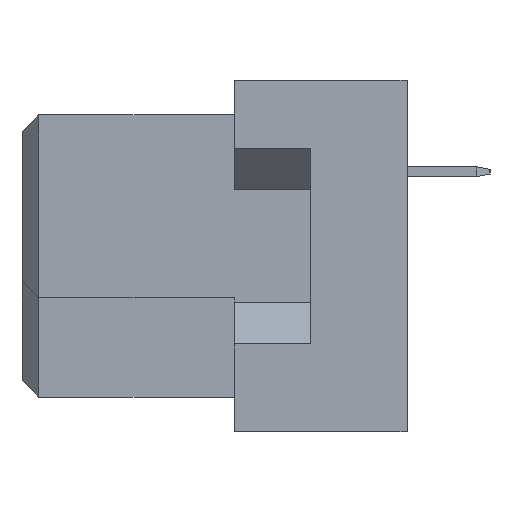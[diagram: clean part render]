
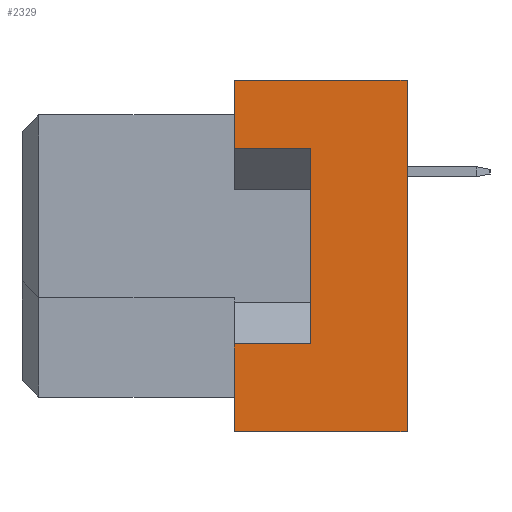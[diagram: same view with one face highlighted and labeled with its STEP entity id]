
A CAD part, left-side view. The second image highlights one B-rep face of the part: STEP entity #2329.
In plain terms, the highlighted planar face has unit normal (-1, 0, 0).
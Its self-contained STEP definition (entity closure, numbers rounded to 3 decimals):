
#409 = VERTEX_POINT ( 'NONE', #18418 ) ;
#631 = AXIS2_PLACEMENT_3D ( 'NONE', #4399, #7830, #15330 ) ;
#1236 = ORIENTED_EDGE ( 'NONE', *, *, #13270, .F. ) ;
#1264 = CARTESIAN_POINT ( 'NONE',  ( -27.5, -8.7, 3.25 ) ) ;
#1978 = CARTESIAN_POINT ( 'NONE',  ( -27.5, -6.4, -5.3 ) ) ;
#2329 = ADVANCED_FACE ( 'NONE', ( #6023 ), #16745, .T. ) ;
#2366 = VECTOR ( 'NONE', #17300, 1000. ) ;
#2642 = CARTESIAN_POINT ( 'NONE',  ( -27.5, -6.4, 3.25 ) ) ;
#2692 = CARTESIAN_POINT ( 'NONE',  ( -27.5, -11.6, 5.3 ) ) ;
#2788 = VECTOR ( 'NONE', #9658, 1000. ) ;
#3078 = EDGE_CURVE ( 'NONE', #8521, #18295, #11306, .T. ) ;
#3134 = VECTOR ( 'NONE', #5441, 1000. ) ;
#3181 = EDGE_CURVE ( 'NONE', #7252, #3611, #14745, .T. ) ;
#3233 = CARTESIAN_POINT ( 'NONE',  ( -27.5, -11.6, 5.3 ) ) ;
#3395 = LINE ( 'NONE', #1978, #2788 ) ;
#3462 = ORIENTED_EDGE ( 'NONE', *, *, #19937, .F. ) ;
#3611 = VERTEX_POINT ( 'NONE', #2642 ) ;
#4110 = CARTESIAN_POINT ( 'NONE',  ( -27.5, -8.7, 3.25 ) ) ;
#4271 = DIRECTION ( 'NONE',  ( 0., 1., 0. ) ) ;
#4337 = CARTESIAN_POINT ( 'NONE',  ( -27.5, -11.6, -5.3 ) ) ;
#4347 = VECTOR ( 'NONE', #9048, 1000. ) ;
#4399 = CARTESIAN_POINT ( 'NONE',  ( -27.5, -11.6, 5.3 ) ) ;
#5441 = DIRECTION ( 'NONE',  ( 0., 1., 0. ) ) ;
#5992 = CARTESIAN_POINT ( 'NONE',  ( -27.5, -11.6, -5.3 ) ) ;
#6023 = FACE_OUTER_BOUND ( 'NONE', #9248, .T. ) ;
#6574 = EDGE_CURVE ( 'NONE', #8521, #11940, #10837, .T. ) ;
#6659 = DIRECTION ( 'NONE',  ( 0., 0., 1. ) ) ;
#6728 = VERTEX_POINT ( 'NONE', #12323 ) ;
#6928 = DIRECTION ( 'NONE',  ( 0., 1., 0. ) ) ;
#7206 = VECTOR ( 'NONE', #13021, 1000. ) ;
#7252 = VERTEX_POINT ( 'NONE', #1264 ) ;
#7830 = DIRECTION ( 'NONE',  ( -1., 0., 0. ) ) ;
#8521 = VERTEX_POINT ( 'NONE', #4337 ) ;
#9048 = DIRECTION ( 'NONE',  ( 0., 0., 1. ) ) ;
#9119 = ORIENTED_EDGE ( 'NONE', *, *, #14366, .F. ) ;
#9248 = EDGE_LOOP ( 'NONE', ( #19480, #3462, #14834, #17576, #15072, #1236, #19565, #9119 ) ) ;
#9658 = DIRECTION ( 'NONE',  ( 0., 0., 1. ) ) ;
#10837 = LINE ( 'NONE', #5992, #15273 ) ;
#11305 = CARTESIAN_POINT ( 'NONE',  ( -27.5, -6.4, -5.3 ) ) ;
#11306 = LINE ( 'NONE', #18919, #13794 ) ;
#11940 = VERTEX_POINT ( 'NONE', #17708 ) ;
#12228 = CARTESIAN_POINT ( 'NONE',  ( -27.5, -8.7, -2.65 ) ) ;
#12323 = CARTESIAN_POINT ( 'NONE',  ( -27.5, -8.7, -2.65 ) ) ;
#13021 = DIRECTION ( 'NONE',  ( 0., 1., 0. ) ) ;
#13270 = EDGE_CURVE ( 'NONE', #3611, #16209, #15877, .T. ) ;
#13500 = EDGE_CURVE ( 'NONE', #18295, #16209, #16465, .T. ) ;
#13794 = VECTOR ( 'NONE', #6659, 1000. ) ;
#13804 = EDGE_CURVE ( 'NONE', #6728, #409, #19380, .T. ) ;
#14366 = EDGE_CURVE ( 'NONE', #6728, #7252, #15366, .T. ) ;
#14536 = CARTESIAN_POINT ( 'NONE',  ( -27.5, -6.4, 5.3 ) ) ;
#14745 = LINE ( 'NONE', #4110, #3134 ) ;
#14834 = ORIENTED_EDGE ( 'NONE', *, *, #6574, .F. ) ;
#15072 = ORIENTED_EDGE ( 'NONE', *, *, #13500, .T. ) ;
#15273 = VECTOR ( 'NONE', #4271, 1000. ) ;
#15330 = DIRECTION ( 'NONE',  ( 0., 0., 1. ) ) ;
#15366 = LINE ( 'NONE', #12228, #4347 ) ;
#15877 = LINE ( 'NONE', #11305, #2366 ) ;
#16209 = VERTEX_POINT ( 'NONE', #14536 ) ;
#16465 = LINE ( 'NONE', #2692, #7206 ) ;
#16745 = PLANE ( 'NONE',  #631 ) ;
#17258 = VECTOR ( 'NONE', #6928, 1000. ) ;
#17300 = DIRECTION ( 'NONE',  ( 0., 0., 1. ) ) ;
#17576 = ORIENTED_EDGE ( 'NONE', *, *, #3078, .T. ) ;
#17708 = CARTESIAN_POINT ( 'NONE',  ( -27.5, -6.4, -5.3 ) ) ;
#17860 = CARTESIAN_POINT ( 'NONE',  ( -27.5, -8.7, -2.65 ) ) ;
#18295 = VERTEX_POINT ( 'NONE', #3233 ) ;
#18418 = CARTESIAN_POINT ( 'NONE',  ( -27.5, -6.4, -2.65 ) ) ;
#18919 = CARTESIAN_POINT ( 'NONE',  ( -27.5, -11.6, 5.3 ) ) ;
#19380 = LINE ( 'NONE', #17860, #17258 ) ;
#19480 = ORIENTED_EDGE ( 'NONE', *, *, #13804, .T. ) ;
#19565 = ORIENTED_EDGE ( 'NONE', *, *, #3181, .F. ) ;
#19937 = EDGE_CURVE ( 'NONE', #11940, #409, #3395, .T. ) ;
